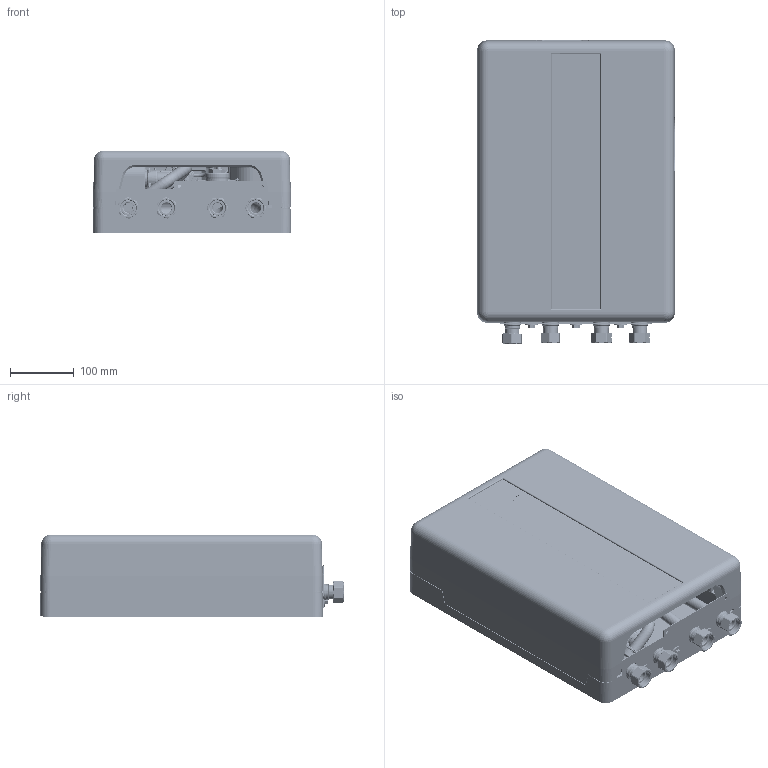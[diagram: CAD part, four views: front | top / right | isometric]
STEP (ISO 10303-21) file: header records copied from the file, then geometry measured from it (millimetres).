
FILE_DESCRIPTION (( 'STEP AP214' ), '1' );
FILE_NAME ('145G0352 SURFACE.STEP', '2023-12-05T09:52:02', ( '' ), ( '' ), 'SwSTEP 2.0', 'SolidWorks 2023', '' );
FILE_SCHEMA (( 'AUTOMOTIVE_DESIGN' ));
Length unit declared in the file: millimetre
Products named in the file (3): 145G0352-Cover; 145G0352; 145G0352 SURFACE
Assembly tree (2 placements, depth 2):
  145G0352 SURFACE
    145G0352
    145G0352-Cover
Bounding box: 310 x 475.6 x 130 mm (x, y, z)
Volume: 4497705.1 mm3; surface area: 1360962 mm2
Topology: 4 solids, 209 shells, 3449 faces, 14387 edges, 10824 vertices
Faces by surface type: cylinder 1227, plane 952, bspline 524, cone 366, torus 355, sphere 25
Entity records: 243807 total; most frequent: CARTESIAN_POINT 109563, ORIENTED_EDGE 21477, DIRECTION 18183, EDGE_CURVE 14312, VERTEX_POINT 10822, AXIS2_PLACEMENT_3D 6918, B_SPLINE_CURVE_WITH_KNOTS 4938, LINE 4347
